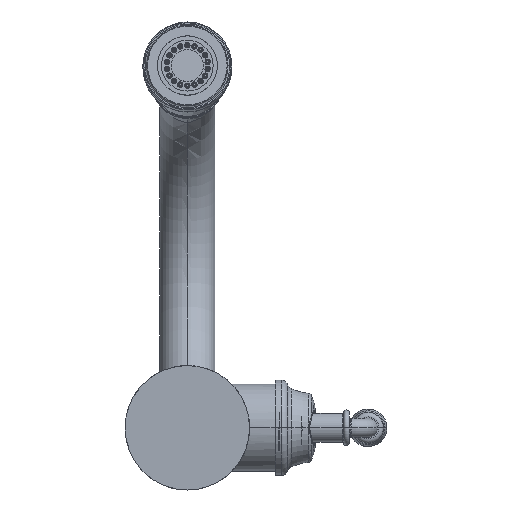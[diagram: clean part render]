
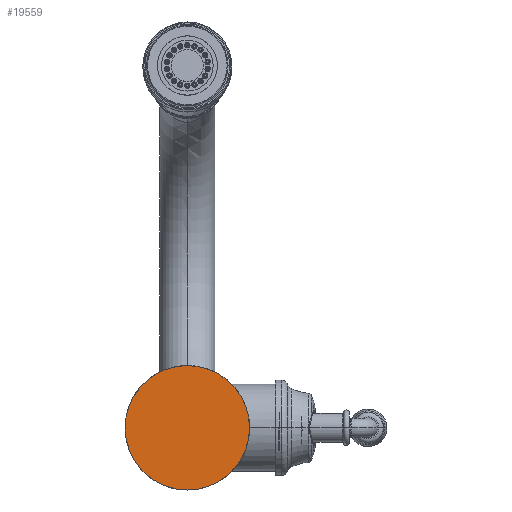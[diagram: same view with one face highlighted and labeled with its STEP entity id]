
A CAD part, front view. The second image highlights one B-rep face of the part: STEP entity #19559.
In plain terms, the highlighted planar face has unit normal (0, -1, 0).
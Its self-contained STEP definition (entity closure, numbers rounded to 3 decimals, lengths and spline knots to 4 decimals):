
#6888=CARTESIAN_POINT('',(0.,0.331,0.));
#6889=DIRECTION('',(0.,1.,0.));
#6890=DIRECTION('',(-1.,0.,0.));
#6891=AXIS2_PLACEMENT_3D('',#6888,#6889,#6890);
#6896=CARTESIAN_POINT('',(0.,0.331,0.));
#6897=DIRECTION('',(0.,1.,0.));
#6898=DIRECTION('',(1.,0.,0.));
#6899=AXIS2_PLACEMENT_3D('',#6896,#6897,#6898);
#8820=CARTESIAN_POINT('',(1.2835,0.331,0.));
#8821=VERTEX_POINT('',#8820);
#8822=CARTESIAN_POINT('',(-1.2835,0.331,0.));
#8823=VERTEX_POINT('',#8822);
#19550=CARTESIAN_POINT('',(0.,0.331,0.));
#19551=DIRECTION('',(0.,-1.,0.));
#19552=DIRECTION('',(-1.,0.,0.));
#19553=AXIS2_PLACEMENT_3D('',#19550,#19551,#19552);
#19554=PLANE('',#19553);
#19555=ORIENTED_EDGE('',*,*,#19532,.T.);
#19556=ORIENTED_EDGE('',*,*,#19505,.T.);
#19557=EDGE_LOOP('',(#19555,#19556));
#19558=FACE_OUTER_BOUND('',#19557,.F.);
#6892=CIRCLE('',#6891,1.2835);
#6900=CIRCLE('',#6899,1.2835);
#19505=EDGE_CURVE('',#8821,#8823,#6900,.T.);
#19532=EDGE_CURVE('',#8823,#8821,#6892,.T.);
#19559=ADVANCED_FACE('',(#19558),#19554,.T.);
